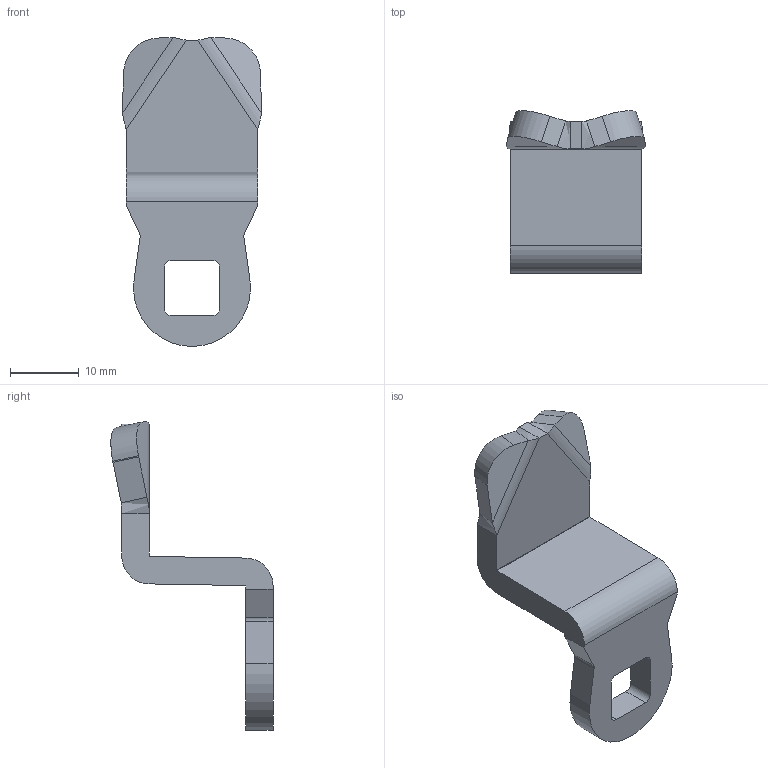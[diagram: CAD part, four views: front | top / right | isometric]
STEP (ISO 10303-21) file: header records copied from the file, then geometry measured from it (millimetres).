
FILE_DESCRIPTION (( 'STEP AP203' ), '1' );
FILE_NAME ('1078 DIL.STEP', '2022-07-06T12:51:43', ( '' ), ( '' ), 'SwSTEP 2.0', 'SolidWorks 2021', '' );
FILE_SCHEMA (( 'CONFIG_CONTROL_DESIGN' ));
Length unit declared in the file: millimetre
Products named in the file (1): 1078 DIL
Bounding box: 20.25 x 23.57 x 44.89 mm (x, y, z)
Volume: 4003.1 mm3; surface area: 2709.2 mm2
Topology: 1 solids, 1 shells, 47 faces, 119 edges, 74 vertices
Faces by surface type: plane 25, cylinder 18, bspline 4
Entity records: 1514 total; most frequent: CARTESIAN_POINT 309, ORIENTED_EDGE 238, DIRECTION 227, EDGE_CURVE 119, LINE 83, VECTOR 83, VERTEX_POINT 74, AXIS2_PLACEMENT_3D 72
